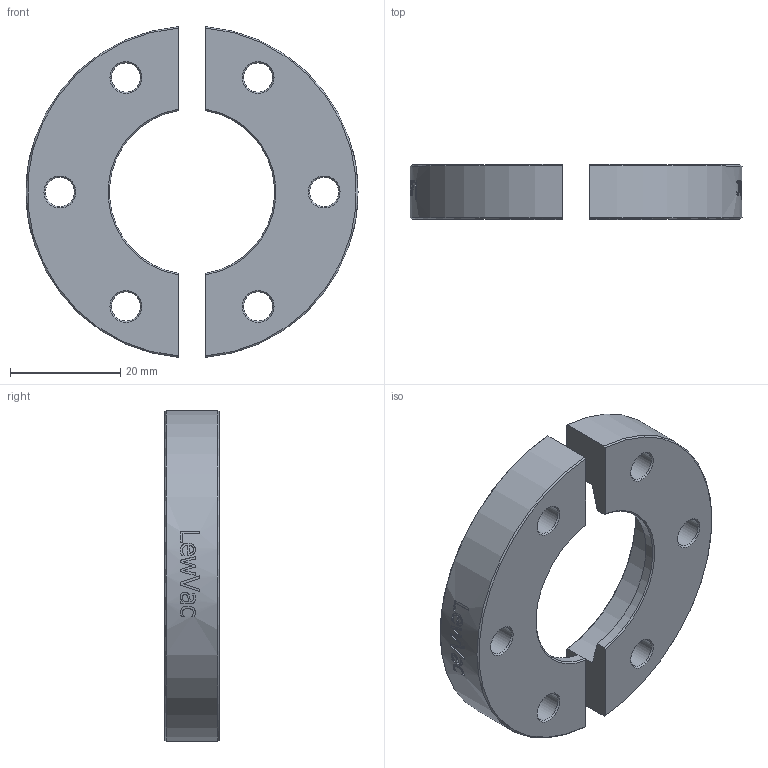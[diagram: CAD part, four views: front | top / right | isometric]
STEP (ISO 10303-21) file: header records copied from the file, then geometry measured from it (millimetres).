
FILE_DESCRIPTION(/* description */ (''),/* implementation_level */ '2;1');
FILE_NAME(/* name */ 'FL-BC25KF.stp',/* time_stamp */ '2018-04-03T15:22:06+01:00',/* author */ ('paul'),/* organization */ (''),/* preprocessor_version */ 'ST-DEVELOPER v17',/* originating_system */ 'Autodesk Inventor 2018',/* authorisation */ '');
FILE_SCHEMA (('AUTOMOTIVE_DESIGN { 1 0 10303 214 3 1 1 }'));
Length unit declared in the file: millimetre
Products named in the file (1): FL-BC25KF
Bounding box: 60.3 x 9.9 x 60.09 mm (x, y, z)
Volume: 14857.2 mm3; surface area: 7819.9 mm2
Topology: 2 solids, 2 shells, 226 faces, 613 edges, 407 vertices
Faces by surface type: bspline 106, plane 68, cylinder 28, cone 24
Full cylindrical faces by diameter (mm): 5.3 x6
Entity records: 9623 total; most frequent: CARTESIAN_POINT 4472, ORIENTED_EDGE 1224, DIRECTION 760, EDGE_CURVE 612, VERTEX_POINT 406, LINE 268, VECTOR 268, EDGE_LOOP 254
